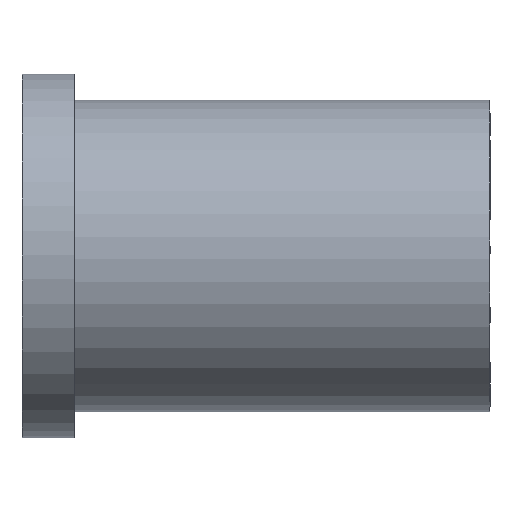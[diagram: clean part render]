
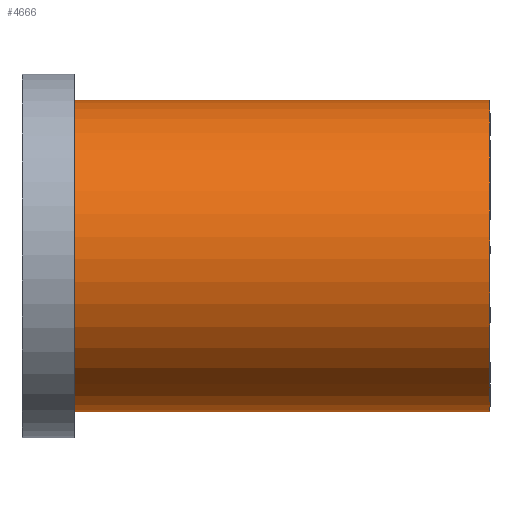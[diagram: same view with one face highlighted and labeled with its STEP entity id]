
A CAD part, front view. The second image highlights one B-rep face of the part: STEP entity #4666.
In plain terms, the highlighted free-form (B-spline) face has degree [2, 1] with [5, 2] control points.
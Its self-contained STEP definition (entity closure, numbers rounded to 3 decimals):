
#3468 = VERTEX_POINT('',#3469);
#3469 = CARTESIAN_POINT('',(82.39,0.,27.463));
#3470 = VERTEX_POINT('',#3471);
#3471 = CARTESIAN_POINT('',(82.39,0.,
    -27.463));
#3479 = EDGE_CURVE('',#3470,#3480,#3482,.T.);
#3480 = VERTEX_POINT('',#3481);
#3481 = CARTESIAN_POINT('',(9.154,0.,
    -27.463));
#3482 = B_SPLINE_CURVE_WITH_KNOTS('',1,(#3483,#3484),.UNSPECIFIED.,.F.,
  .F.,(2,2),(-90.,-10.),.PIECEWISE_BEZIER_KNOTS.);
#3483 = CARTESIAN_POINT('',(82.39,0.,
    -27.463));
#3484 = CARTESIAN_POINT('',(9.154,0.,
    -27.463));
#3487 = VERTEX_POINT('',#3488);
#3488 = CARTESIAN_POINT('',(9.154,0.,27.463));
#3496 = EDGE_CURVE('',#3468,#3487,#3497,.T.);
#3497 = B_SPLINE_CURVE_WITH_KNOTS('',1,(#3498,#3499),.UNSPECIFIED.,.F.,
  .F.,(2,2),(-90.,-10.),.PIECEWISE_BEZIER_KNOTS.);
#3498 = CARTESIAN_POINT('',(82.39,0.,27.463));
#3499 = CARTESIAN_POINT('',(9.154,0.,27.463));
#4629 = EDGE_CURVE('',#3480,#3487,#4630,.T.);
#4630 = ( BOUNDED_CURVE() B_SPLINE_CURVE(2,(#4631,#4632,#4633,#4634,
#4635),.UNSPECIFIED.,.F.,.F.) B_SPLINE_CURVE_WITH_KNOTS((3,2,3),(
    3.142,4.712,6.283),
.PIECEWISE_BEZIER_KNOTS.) CURVE() GEOMETRIC_REPRESENTATION_ITEM() 
RATIONAL_B_SPLINE_CURVE((1.,0.707,1.,0.707,1.)) 
REPRESENTATION_ITEM('') );
#4631 = CARTESIAN_POINT('',(9.154,0.,
    -27.463));
#4632 = CARTESIAN_POINT('',(9.154,-27.463,
    -27.463));
#4633 = CARTESIAN_POINT('',(9.154,-27.463,
    0.));
#4634 = CARTESIAN_POINT('',(9.154,-27.463,
    27.463));
#4635 = CARTESIAN_POINT('',(9.154,0.,
    27.463));
#4666 = ADVANCED_FACE('',(#4667),#4680,.T.);
#4667 = FACE_BOUND('',#4668,.T.);
#4668 = EDGE_LOOP('',(#4669,#4670,#4678,#4679));
#4669 = ORIENTED_EDGE('',*,*,#3479,.F.);
#4670 = ORIENTED_EDGE('',*,*,#4671,.T.);
#4671 = EDGE_CURVE('',#3470,#3468,#4672,.T.);
#4672 = ( BOUNDED_CURVE() B_SPLINE_CURVE(2,(#4673,#4674,#4675,#4676,
#4677),.UNSPECIFIED.,.F.,.F.) B_SPLINE_CURVE_WITH_KNOTS((3,2,3),(
    3.142,4.712,6.283),
.PIECEWISE_BEZIER_KNOTS.) CURVE() GEOMETRIC_REPRESENTATION_ITEM() 
RATIONAL_B_SPLINE_CURVE((1.,0.707,1.,0.707,1.)) 
REPRESENTATION_ITEM('') );
#4673 = CARTESIAN_POINT('',(82.39,0.,
    -27.463));
#4674 = CARTESIAN_POINT('',(82.39,-27.463,
    -27.463));
#4675 = CARTESIAN_POINT('',(82.39,-27.463,
    0.));
#4676 = CARTESIAN_POINT('',(82.39,-27.463,
    27.463));
#4677 = CARTESIAN_POINT('',(82.39,0.,
    27.463));
#4678 = ORIENTED_EDGE('',*,*,#3496,.T.);
#4679 = ORIENTED_EDGE('',*,*,#4629,.F.);
#4680 = ( BOUNDED_SURFACE() B_SPLINE_SURFACE(2,1,(
    (#4681,#4682)
    ,(#4683,#4684)
    ,(#4685,#4686)
    ,(#4687,#4688)
    ,(#4689,#4690
)),.UNSPECIFIED.,.F.,.F.,.F.) B_SPLINE_SURFACE_WITH_KNOTS((3,2,3),(2,2),
  (3.142,4.712,6.283),(-90.,-10.),
.PIECEWISE_BEZIER_KNOTS.) GEOMETRIC_REPRESENTATION_ITEM() 
RATIONAL_B_SPLINE_SURFACE((
    (1.,1.)
    ,(0.707,0.707)
    ,(1.,1.)
    ,(0.707,0.707)
,(1.,1.))) REPRESENTATION_ITEM('') SURFACE() );
#4681 = CARTESIAN_POINT('',(82.39,0.,
    -27.463));
#4682 = CARTESIAN_POINT('',(9.154,0.,
    -27.463));
#4683 = CARTESIAN_POINT('',(82.39,-27.463,
    -27.463));
#4684 = CARTESIAN_POINT('',(9.154,-27.463,
    -27.463));
#4685 = CARTESIAN_POINT('',(82.39,-27.463,
    0.));
#4686 = CARTESIAN_POINT('',(9.154,-27.463,
    0.));
#4687 = CARTESIAN_POINT('',(82.39,-27.463,
    27.463));
#4688 = CARTESIAN_POINT('',(9.154,-27.463,
    27.463));
#4689 = CARTESIAN_POINT('',(82.39,0.,
    27.463));
#4690 = CARTESIAN_POINT('',(9.154,0.,
    27.463));
